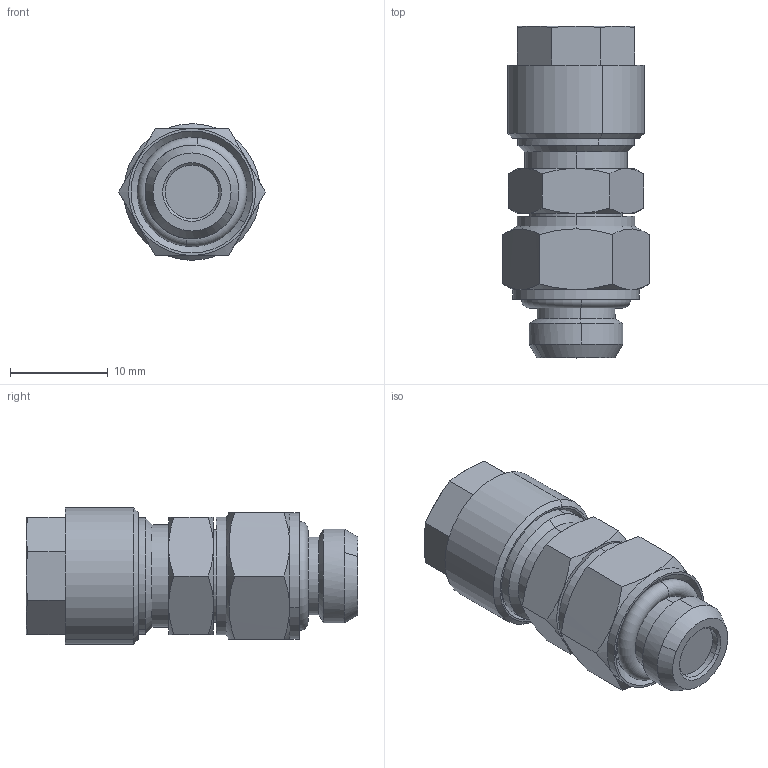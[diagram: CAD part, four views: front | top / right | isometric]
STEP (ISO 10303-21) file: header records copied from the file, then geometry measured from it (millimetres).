
FILE_DESCRIPTION(/* description */ ('VariCAD 2016-1.06 AP-214'),/* implementation_level */ '2;1');
FILE_NAME(/* name */ 'ck_186_dr_msv.stp',/* time_stamp */ '2016-06-16T10:55:05+02:00',/* author */ (''),/* organization */ (''),/* preprocessor_version */ 'ST-DEVELOPER v14',/* originating_system */ 'VariCAD 2016-1.06; kernel version (20130303)',/* authorisation */ '');
FILE_SCHEMA (('AUTOMOTIVE_DESIGN'));
Length unit declared in the file: millimetre
Products named in the file (2): ck_186_dr_msv; CK 186 DR MSV
Assembly tree (1 placements, depth 2):
  ck_186_dr_msv
    CK 186 DR MSV
Bounding box: 15.01 x 34 x 13.99 mm (x, y, z)
Volume: 3983.3 mm3; surface area: 2061.8 mm2
Topology: 1 solids, 1 shells, 106 faces, 238 edges, 144 vertices
Faces by surface type: cone 42, plane 32, cylinder 22, torus 10
Entity records: 3124 total; most frequent: CARTESIAN_POINT 740, DIRECTION 510, ORIENTED_EDGE 476, EDGE_CURVE 238, AXIS2_PLACEMENT_3D 222, VERTEX_POINT 144, EDGE_LOOP 116, CIRCLE 112
